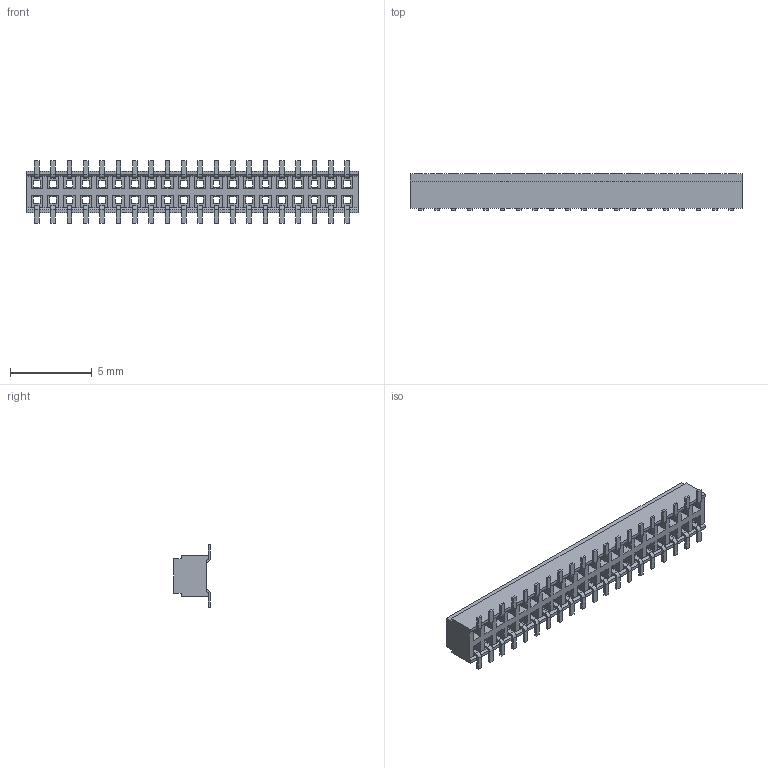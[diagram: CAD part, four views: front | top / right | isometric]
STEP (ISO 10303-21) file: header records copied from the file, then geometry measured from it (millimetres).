
FILE_DESCRIPTION(/* description */ ('STEP AP214'),/* implementation_level */ '2;1');
FILE_NAME(/* name */ 'CLM-120-02-L-D',/* time_stamp */ '2025-01-21T11:02:18+01:00',/* author */ ('License CC BY-ND 4.0'),/* organization */ ('CADENAS'),/* preprocessor_version */ 'ST-DEVELOPER v19.3',/* originating_system */ 'PARTsolutions',/* authorisation */ ' ');
FILE_SCHEMA (('AUTOMOTIVE_DESIGN {1 0 10303 214 3 1 1}'));
Length unit declared in the file: inch
Products named in the file (3): CLM-120-02-L-D; CLM-120-02-L-D_socket; C-20-L-02_pins
Assembly tree (2 placements, depth 2):
  CLM-120-02-L-D
    CLM-120-02-L-D_socket
    C-20-L-02_pins
Bounding box: 20.32 x 2.25 x 3.81 mm (x, y, z)
Volume: 82 mm3; surface area: 442.8 mm2
Topology: 2 solids, 2 shells, 864 faces, 2300 edges, 1480 vertices
Faces by surface type: plane 784, cylinder 80
Entity records: 26466 total; most frequent: CARTESIAN_POINT 4647, ORIENTED_EDGE 4600, DIRECTION 4194, EDGE_CURVE 2300, LINE 2140, VECTOR 2140, VERTEX_POINT 1480, AXIS2_PLACEMENT_3D 1027
